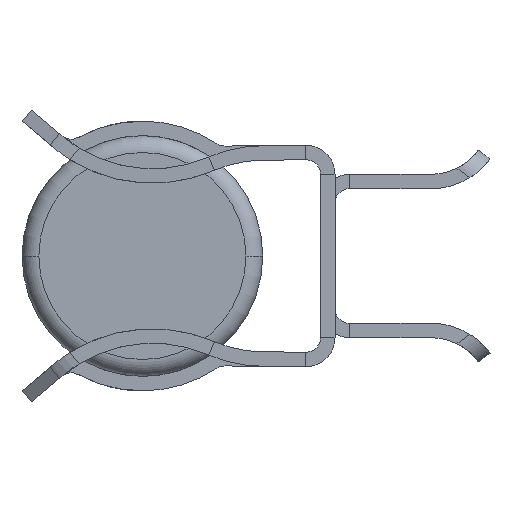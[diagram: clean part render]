
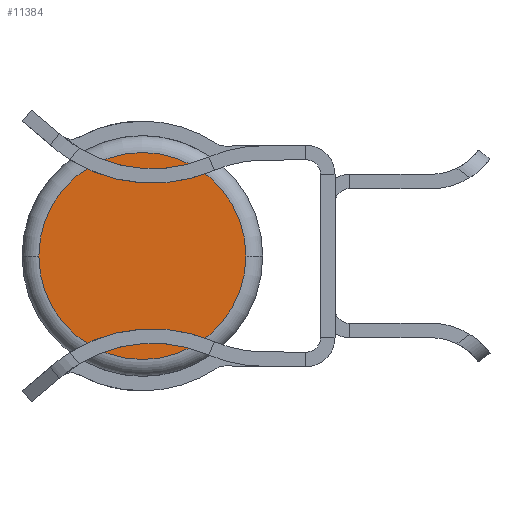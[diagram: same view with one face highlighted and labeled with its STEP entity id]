
A CAD part, left-side view. The second image highlights one B-rep face of the part: STEP entity #11384.
In plain terms, the highlighted planar face has unit normal (-1, 0, 0).
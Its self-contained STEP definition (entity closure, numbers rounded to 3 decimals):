
#143 = DIRECTION ( 'NONE',  ( 0., -1., 0. ) ) ;
#246 = FACE_OUTER_BOUND ( 'NONE', #5912, .T. ) ;
#1792 = CARTESIAN_POINT ( 'NONE',  ( -7.65, 0., 0. ) ) ;
#1920 = CARTESIAN_POINT ( 'NONE',  ( -7.65, 2.15, 0. ) ) ;
#3002 = CARTESIAN_POINT ( 'NONE',  ( -7.65, 0., 0. ) ) ;
#3994 = PLANE ( 'NONE',  #13143 ) ;
#4105 = EDGE_CURVE ( 'NONE', #5817, #9564, #11856, .T. ) ;
#5019 = DIRECTION ( 'NONE',  ( 1., 0., 0. ) ) ;
#5095 = EDGE_CURVE ( 'NONE', #9564, #5817, #8008, .T. ) ;
#5227 = CARTESIAN_POINT ( 'NONE',  ( -7.65, -2.15, 0. ) ) ;
#5245 = CARTESIAN_POINT ( 'NONE',  ( -7.65, 0., 0. ) ) ;
#5648 = AXIS2_PLACEMENT_3D ( 'NONE', #5245, #7214, #143 ) ;
#5817 = VERTEX_POINT ( 'NONE', #1920 ) ;
#5912 = EDGE_LOOP ( 'NONE', ( #9565, #10801 ) ) ;
#7214 = DIRECTION ( 'NONE',  ( -1., 0., 0. ) ) ;
#7764 = AXIS2_PLACEMENT_3D ( 'NONE', #1792, #8970, #7864 ) ;
#7864 = DIRECTION ( 'NONE',  ( 0., -1., 0. ) ) ;
#8008 = CIRCLE ( 'NONE', #5648, 2.15 ) ;
#8970 = DIRECTION ( 'NONE',  ( -1., 0., 0. ) ) ;
#9158 = DIRECTION ( 'NONE',  ( 0., -1., 0. ) ) ;
#9564 = VERTEX_POINT ( 'NONE', #5227 ) ;
#9565 = ORIENTED_EDGE ( 'NONE', *, *, #5095, .T. ) ;
#10801 = ORIENTED_EDGE ( 'NONE', *, *, #4105, .T. ) ;
#11384 = ADVANCED_FACE ( 'NONE', ( #246 ), #3994, .F. ) ;
#11856 = CIRCLE ( 'NONE', #7764, 2.15 ) ;
#13143 = AXIS2_PLACEMENT_3D ( 'NONE', #3002, #5019, #9158 ) ;
